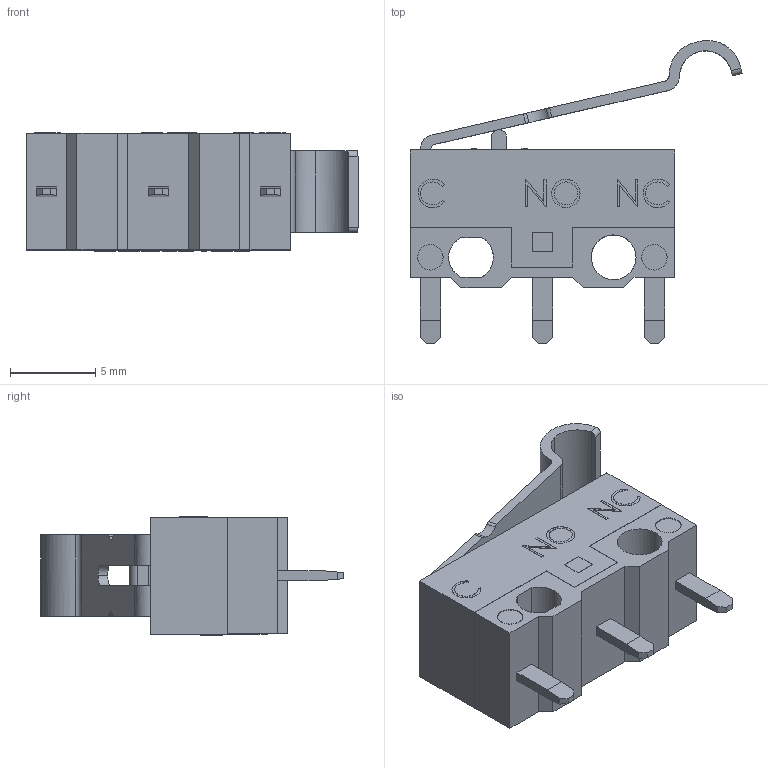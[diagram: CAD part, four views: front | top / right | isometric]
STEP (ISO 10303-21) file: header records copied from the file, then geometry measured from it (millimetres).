
FILE_DESCRIPTION(('FreeCAD Model'),'2;1');
FILE_NAME('Open CASCADE Shape Model','2025-05-07T17:48:59',('FreeCAD'),( 'FreeCAD'),'Open CASCADE STEP processor 7.6','FreeCAD','Unknown');
FILE_SCHEMA(('AUTOMOTIVE_DESIGN { 1 0 10303 214 1 1 1 1 }'));
Length unit declared in the file: millimetre
Products named in the file (1): Open CASCADE STEP translator 7.6 1
Bounding box: 19.5 x 17.8 x 6.95 mm (x, y, z)
Volume: 807.9 mm3; surface area: 1010.6 mm2
Topology: 2 solids, 2 shells, 296 faces, 786 edges, 524 vertices
Faces by surface type: bspline 296
Entity records: 11943 total; most frequent: CARTESIAN_POINT 7109, ORIENTED_EDGE 1572, EDGE_CURVE 786, B_SPLINE_CURVE_WITH_KNOTS 716, VERTEX_POINT 524, FACE_BOUND 330, EDGE_LOOP 330, ADVANCED_FACE 296
